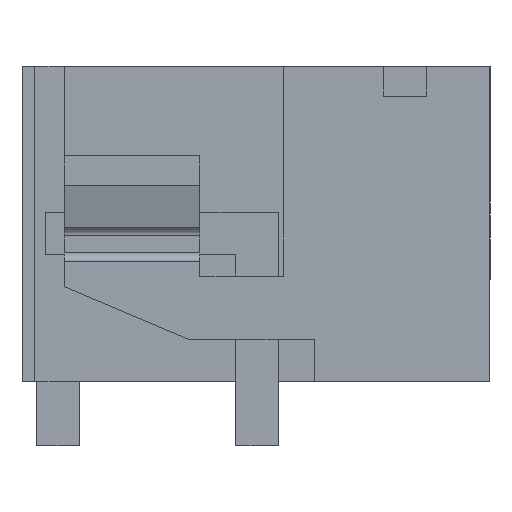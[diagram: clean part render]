
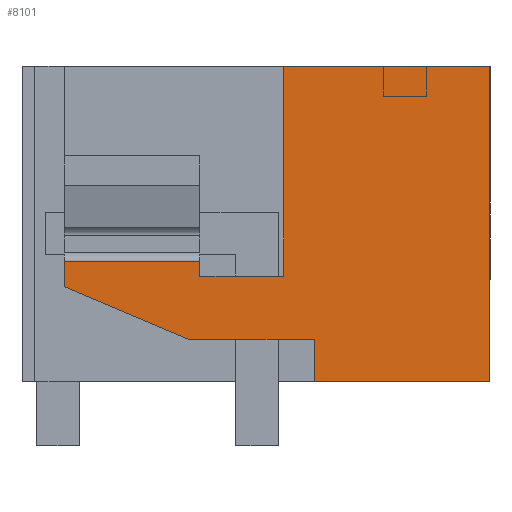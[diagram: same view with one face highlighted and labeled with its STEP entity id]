
A CAD part, left-side view. The second image highlights one B-rep face of the part: STEP entity #8101.
In plain terms, the highlighted planar face has unit normal (-1, 0, 0).
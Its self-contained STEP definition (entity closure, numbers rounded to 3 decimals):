
#8043=AXIS2_PLACEMENT_3D('Plane Axis2P3D',#8040,#8041,#8042) ;
#4187=CARTESIAN_POINT('Vertex',(0.,4.875,8.95)) ;
#4190=CARTESIAN_POINT('Line Origine',(0.,2.438,8.95)) ;
#4194=CARTESIAN_POINT('Vertex',(0.,0.,8.95)) ;
#5201=CARTESIAN_POINT('Vertex',(0.,0.,1.5)) ;
#5204=CARTESIAN_POINT('Line Origine',(0.,2.075,1.5)) ;
#5208=CARTESIAN_POINT('Vertex',(0.,4.15,1.5)) ;
#7831=CARTESIAN_POINT('Vertex',(0.,10.05,3.75)) ;
#7834=CARTESIAN_POINT('Line Origine',(0.,10.05,4.05)) ;
#7838=CARTESIAN_POINT('Vertex',(0.,10.05,4.35)) ;
#8025=CARTESIAN_POINT('Vertex',(0.,4.875,4.)) ;
#8028=CARTESIAN_POINT('Line Origine',(0.,4.875,6.475)) ;
#8040=CARTESIAN_POINT('Axis2P3D Location',(0.,11.05,-1.7)) ;
#8045=CARTESIAN_POINT('Line Origine',(0.,0.,5.225)) ;
#8050=CARTESIAN_POINT('Line Origine',(0.,5.863,4.)) ;
#8054=CARTESIAN_POINT('Vertex',(0.,6.85,4.)) ;
#8057=CARTESIAN_POINT('Line Origine',(0.,6.85,4.175)) ;
#8061=CARTESIAN_POINT('Vertex',(0.,6.85,4.35)) ;
#8064=CARTESIAN_POINT('Line Origine',(0.,8.45,4.35)) ;
#8069=CARTESIAN_POINT('Line Origine',(0.,8.571,3.123)) ;
#8073=CARTESIAN_POINT('Vertex',(0.,7.092,2.497)) ;
#8076=CARTESIAN_POINT('Line Origine',(0.,5.621,2.497)) ;
#8080=CARTESIAN_POINT('Vertex',(0.,4.15,2.497)) ;
#8083=CARTESIAN_POINT('Line Origine',(0.,4.15,1.998)) ;
#4191=DIRECTION('Vector Direction',(0.,-1.,0.)) ;
#5205=DIRECTION('Vector Direction',(0.,1.,0.)) ;
#7835=DIRECTION('Vector Direction',(0.,0.,-1.)) ;
#8029=DIRECTION('Vector Direction',(0.,0.,1.)) ;
#8041=DIRECTION('Axis2P3D Direction',(-1.,0.,0.)) ;
#8042=DIRECTION('Axis2P3D XDirection',(0.,-1.,0.)) ;
#8046=DIRECTION('Vector Direction',(0.,0.,-1.)) ;
#8051=DIRECTION('Vector Direction',(0.,1.,0.)) ;
#8058=DIRECTION('Vector Direction',(0.,0.,1.)) ;
#8065=DIRECTION('Vector Direction',(0.,-1.,0.)) ;
#8070=DIRECTION('Vector Direction',(0.,0.921,0.39)) ;
#8077=DIRECTION('Vector Direction',(0.,-1.,0.)) ;
#8084=DIRECTION('Vector Direction',(0.,0.,-1.)) ;
#4192=VECTOR('Line Direction',#4191,1.) ;
#5206=VECTOR('Line Direction',#5205,1.) ;
#7836=VECTOR('Line Direction',#7835,1.) ;
#8030=VECTOR('Line Direction',#8029,1.) ;
#8047=VECTOR('Line Direction',#8046,1.) ;
#8052=VECTOR('Line Direction',#8051,1.) ;
#8059=VECTOR('Line Direction',#8058,1.) ;
#8066=VECTOR('Line Direction',#8065,1.) ;
#8071=VECTOR('Line Direction',#8070,1.) ;
#8078=VECTOR('Line Direction',#8077,1.) ;
#8085=VECTOR('Line Direction',#8084,1.) ;
#8089=ORIENTED_EDGE('',*,*,#5210,.T.) ;
#8090=ORIENTED_EDGE('',*,*,#8049,.T.) ;
#8091=ORIENTED_EDGE('',*,*,#4196,.T.) ;
#8092=ORIENTED_EDGE('',*,*,#8032,.T.) ;
#8093=ORIENTED_EDGE('',*,*,#8056,.T.) ;
#8094=ORIENTED_EDGE('',*,*,#8063,.T.) ;
#8095=ORIENTED_EDGE('',*,*,#8068,.F.) ;
#8096=ORIENTED_EDGE('',*,*,#7840,.T.) ;
#8097=ORIENTED_EDGE('',*,*,#8075,.T.) ;
#8098=ORIENTED_EDGE('',*,*,#8082,.T.) ;
#8099=ORIENTED_EDGE('',*,*,#8087,.T.) ;
#8101=ADVANCED_FACE('HOUSING',(#8100),#8044,.T.) ;
#4196=EDGE_CURVE('',#4195,#4188,#4193,.F.) ;
#5210=EDGE_CURVE('',#5209,#5202,#5207,.F.) ;
#7840=EDGE_CURVE('',#7839,#7832,#7837,.T.) ;
#8032=EDGE_CURVE('',#4188,#8026,#8031,.F.) ;
#8049=EDGE_CURVE('',#5202,#4195,#8048,.F.) ;
#8056=EDGE_CURVE('',#8026,#8055,#8053,.T.) ;
#8063=EDGE_CURVE('',#8055,#8062,#8060,.T.) ;
#8068=EDGE_CURVE('',#7839,#8062,#8067,.T.) ;
#8075=EDGE_CURVE('',#7832,#8074,#8072,.F.) ;
#8082=EDGE_CURVE('',#8074,#8081,#8079,.T.) ;
#8087=EDGE_CURVE('',#8081,#5209,#8086,.T.) ;
#8088=EDGE_LOOP('',(#8089,#8090,#8091,#8092,#8093,#8094,#8095,#8096,#8097,#8098,#8099)) ;
#8100=FACE_OUTER_BOUND('',#8088,.T.) ;
#4193=LINE('Line',#4190,#4192) ;
#5207=LINE('Line',#5204,#5206) ;
#7837=LINE('Line',#7834,#7836) ;
#8031=LINE('Line',#8028,#8030) ;
#8048=LINE('Line',#8045,#8047) ;
#8053=LINE('Line',#8050,#8052) ;
#8060=LINE('Line',#8057,#8059) ;
#8067=LINE('Line',#8064,#8066) ;
#8072=LINE('Line',#8069,#8071) ;
#8079=LINE('Line',#8076,#8078) ;
#8086=LINE('Line',#8083,#8085) ;
#8044=PLANE('',#8043) ;
#4188=VERTEX_POINT('',#4187) ;
#4195=VERTEX_POINT('',#4194) ;
#5202=VERTEX_POINT('',#5201) ;
#5209=VERTEX_POINT('',#5208) ;
#7832=VERTEX_POINT('',#7831) ;
#7839=VERTEX_POINT('',#7838) ;
#8026=VERTEX_POINT('',#8025) ;
#8055=VERTEX_POINT('',#8054) ;
#8062=VERTEX_POINT('',#8061) ;
#8074=VERTEX_POINT('',#8073) ;
#8081=VERTEX_POINT('',#8080) ;
